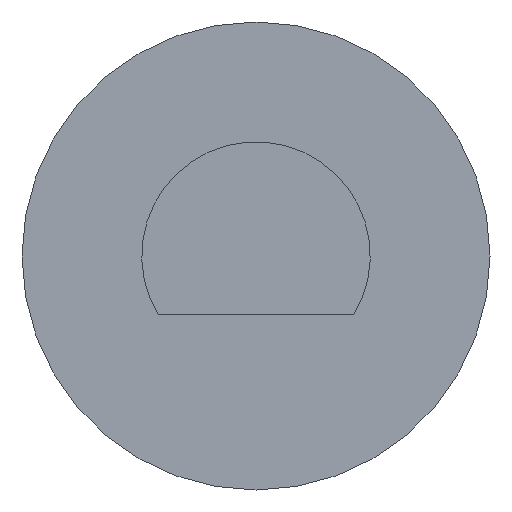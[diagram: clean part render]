
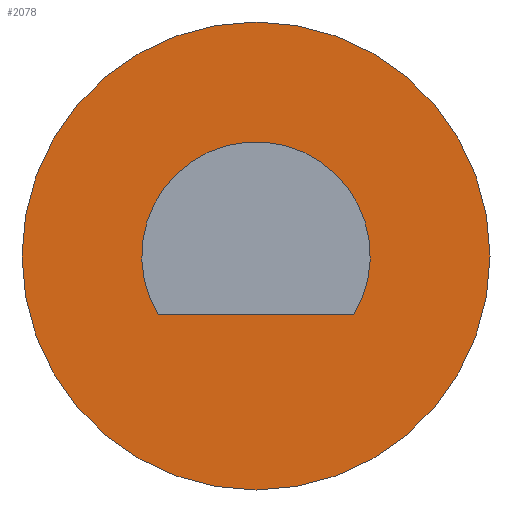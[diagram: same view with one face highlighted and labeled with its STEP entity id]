
A CAD part, front view. The second image highlights one B-rep face of the part: STEP entity #2078.
In plain terms, the highlighted planar face has unit normal (0, -1, 0).
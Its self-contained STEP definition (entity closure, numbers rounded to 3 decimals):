
#15=FACE_BOUND('',#699,.T.);
#382=CIRCLE('',#2124,3.1);
#453=CIRCLE('',#2211,6.35);
#454=CIRCLE('',#2212,6.35);
#571=FACE_OUTER_BOUND('',#698,.T.);
#698=EDGE_LOOP('',(#1814,#1815));
#699=EDGE_LOOP('',(#1816,#1817));
#730=LINE('',#2467,#736);
#736=VECTOR('',#2237,10.);
#742=VERTEX_POINT('',#2464);
#743=VERTEX_POINT('',#2466);
#942=VERTEX_POINT('',#8802);
#943=VERTEX_POINT('',#8803);
#958=EDGE_CURVE('',#743,#742,#730,.T.);
#961=EDGE_CURVE('',#742,#743,#382,.T.);
#1252=EDGE_CURVE('',#942,#943,#453,.T.);
#1253=EDGE_CURVE('',#943,#942,#454,.T.);
#1814=ORIENTED_EDGE('',*,*,#1252,.T.);
#1815=ORIENTED_EDGE('',*,*,#1253,.T.);
#1816=ORIENTED_EDGE('',*,*,#961,.T.);
#1817=ORIENTED_EDGE('',*,*,#958,.T.);
#1979=PLANE('',#2218);
#2078=ADVANCED_FACE('',(#571,#15),#1979,.T.);
#2124=AXIS2_PLACEMENT_3D('',#2471,#2243,#2244);
#2211=AXIS2_PLACEMENT_3D('',#8804,#2418,#2419);
#2212=AXIS2_PLACEMENT_3D('',#8805,#2420,#2421);
#2218=AXIS2_PLACEMENT_3D('',#8964,#2433,#2434);
#2237=DIRECTION('',(-1.,0.,0.));
#2243=DIRECTION('center_axis',(0.,1.,0.));
#2244=DIRECTION('ref_axis',(0.857,0.,-0.516));
#2418=DIRECTION('center_axis',(0.,-1.,0.));
#2419=DIRECTION('ref_axis',(0.,0.,-1.));
#2420=DIRECTION('center_axis',(0.,-1.,0.));
#2421=DIRECTION('ref_axis',(0.,0.,-1.));
#2433=DIRECTION('center_axis',(0.,-1.,0.));
#2434=DIRECTION('ref_axis',(0.,0.,-1.));
#2464=CARTESIAN_POINT('',(-2.655,0.,-1.6));
#2466=CARTESIAN_POINT('',(2.655,0.,-1.6));
#2467=CARTESIAN_POINT('',(2.655,0.,-1.6));
#2471=CARTESIAN_POINT('Origin',(0.,0.,0.));
#8802=CARTESIAN_POINT('',(0.,0.,-6.35));
#8803=CARTESIAN_POINT('',(0.,0.,6.35));
#8804=CARTESIAN_POINT('Origin',(0.,0.,0.));
#8805=CARTESIAN_POINT('Origin',(0.,0.,0.));
#8964=CARTESIAN_POINT('Origin',(0.,0.,-6.35));
